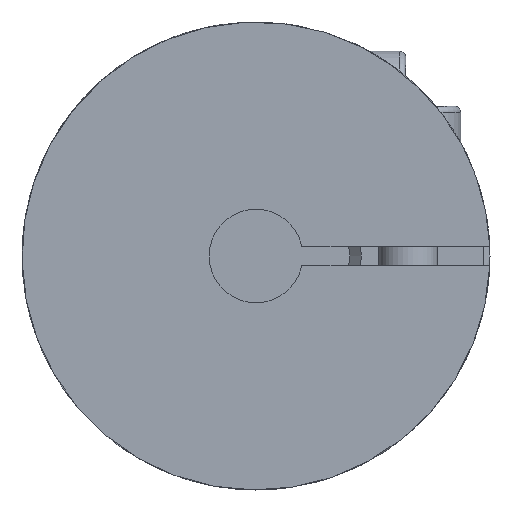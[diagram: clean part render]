
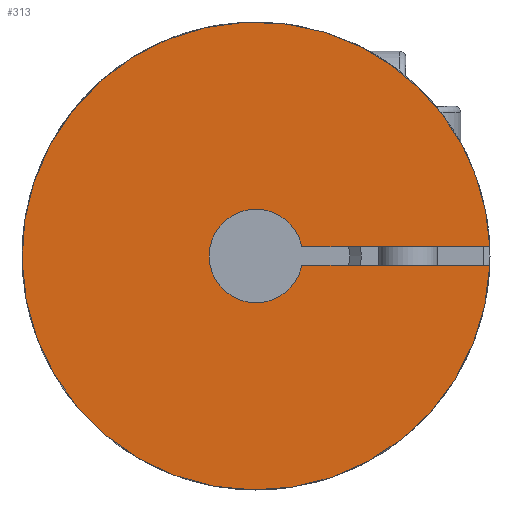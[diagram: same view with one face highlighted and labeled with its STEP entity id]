
A CAD part, left-side view. The second image highlights one B-rep face of the part: STEP entity #313.
In plain terms, the highlighted planar face has unit normal (-1, 0, 0).
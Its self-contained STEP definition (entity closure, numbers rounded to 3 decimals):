
#313 = ADVANCED_FACE( '', ( #699 ), #700, .T. );
#699 = FACE_OUTER_BOUND( '', #1144, .T. );
#700 = PLANE( '', #1145 );
#1144 = EDGE_LOOP( '', ( #2027, #2028, #2029, #2030 ) );
#1145 = AXIS2_PLACEMENT_3D( '', #2031, #2032, #2033 );
#2027 = ORIENTED_EDGE( '', *, *, #2693, .T. );
#2028 = ORIENTED_EDGE( '', *, *, #2796, .F. );
#2029 = ORIENTED_EDGE( '', *, *, #2797, .T. );
#2030 = ORIENTED_EDGE( '', *, *, #2782, .T. );
#2031 = CARTESIAN_POINT( '', ( -11., 0., 3. ) );
#2032 = DIRECTION( '', ( -1., 0., 0. ) );
#2033 = DIRECTION( '', ( 0., 0., 1. ) );
#2693 = EDGE_CURVE( '', #3276, #3277, #3278, .T. );
#2782 = EDGE_CURVE( '', #3398, #3276, #3399, .T. );
#2796 = EDGE_CURVE( '', #3418, #3277, #3419, .T. );
#2797 = EDGE_CURVE( '', #3418, #3398, #3420, .T. );
#3276 = VERTEX_POINT( '', #4354 );
#3277 = VERTEX_POINT( '', #4355 );
#3278 = LINE( '', #4356, #4357 );
#3398 = VERTEX_POINT( '', #4525 );
#3399 = CIRCLE( '', #4526, 10. );
#3418 = VERTEX_POINT( '', #4944 );
#3419 = CIRCLE( '', #4945, 2. );
#3420 = LINE( '', #4946, #4947 );
#4354 = CARTESIAN_POINT( '', ( -11., -9.992, -0.4 ) );
#4355 = CARTESIAN_POINT( '', ( -11., -1.96, -0.4 ) );
#4356 = CARTESIAN_POINT( '', ( -11., 0., -0.4 ) );
#4357 = VECTOR( '', #5456, 1000. );
#4525 = CARTESIAN_POINT( '', ( -11., -9.992, 0.4 ) );
#4526 = AXIS2_PLACEMENT_3D( '', #5571, #5572, #5573 );
#4944 = CARTESIAN_POINT( '', ( -11., -1.96, 0.4 ) );
#4945 = AXIS2_PLACEMENT_3D( '', #5581, #5582, #5583 );
#4946 = CARTESIAN_POINT( '', ( -11., 0., 0.4 ) );
#4947 = VECTOR( '', #5584, 1000. );
#5456 = DIRECTION( '', ( 0., 1., 0. ) );
#5571 = CARTESIAN_POINT( '', ( -11., 0., 0. ) );
#5572 = DIRECTION( '', ( -1., 0., 0. ) );
#5573 = DIRECTION( '', ( 0., 0., 1. ) );
#5581 = CARTESIAN_POINT( '', ( -11., 0., 0. ) );
#5582 = DIRECTION( '', ( -1., 0., 0. ) );
#5583 = DIRECTION( '', ( 0., -1., 0. ) );
#5584 = DIRECTION( '', ( 0., -1., 0. ) );
